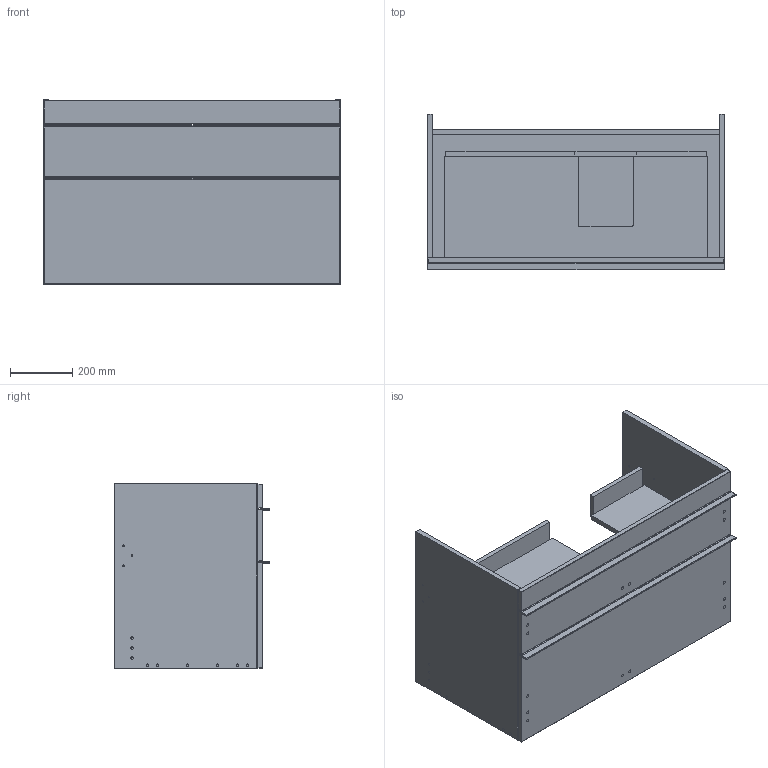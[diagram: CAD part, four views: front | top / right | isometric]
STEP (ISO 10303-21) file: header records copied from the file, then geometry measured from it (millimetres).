
FILE_DESCRIPTION((' '),'2;1');
FILE_NAME('A928.stp','2022-05-18T07:34:06',(' '),(' '),' ','ACIS',' ');
FILE_SCHEMA(('CONFIG_CONTROL_DESIGN'));
Length unit declared in the file: millimetre
Products named in the file (15): A928.stp; Körper1; Körper2; Körper3; Körper4; Körper5; Körper6; Körper7; Körper8; Körper9; Körper10; Körper11; Körper12; Körper13; Körper14
Assembly tree (14 placements, depth 2):
  A928.stp
    Körper1
    Körper2
    Körper3
    Körper4
    Körper5
    Körper6
    Körper7
    Körper8
    Körper9
    Körper10
    Körper11
    Körper12
    Körper13
    Körper14
Bounding box: 953 x 499.5 x 590 mm (x, y, z)
Volume: 35338900.5 mm3; surface area: 5059451.7 mm2
Topology: 14 solids, 14 shells, 575 faces, 1201 edges, 790 vertices
Faces by surface type: plane 372, cylinder 203
Full cylindrical faces by diameter (mm): 3 x64, 5 x17, 8 x18, 8.02 x18, 10 x16
Entity records: 16802 total; most frequent: DIRECTION 2694, CARTESIAN_POINT 2462, ORIENTED_EDGE 2136, EDGE_CURVE 1068, AXIS2_PLACEMENT_3D 1022, EDGE_LOOP 846, VERTEX_POINT 790, VECTOR 650
